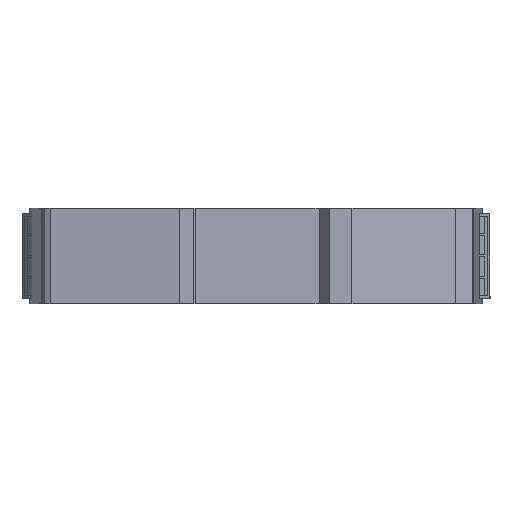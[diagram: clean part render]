
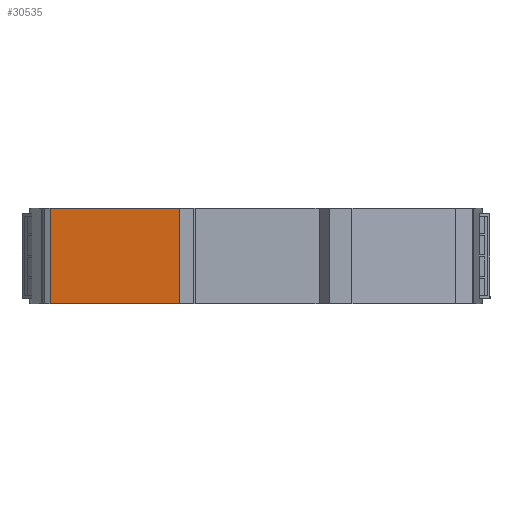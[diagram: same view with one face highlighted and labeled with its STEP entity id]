
A CAD part, front view. The second image highlights one B-rep face of the part: STEP entity #30535.
In plain terms, the highlighted planar face has unit normal (-0.103, -0.995, 0).
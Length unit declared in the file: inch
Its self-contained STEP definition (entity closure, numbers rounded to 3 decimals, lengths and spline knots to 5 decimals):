
#571 = CARTESIAN_POINT ( 'NONE',  ( -2.40849, -1.33042, 0.44488 ) ) ;
#687 = CARTESIAN_POINT ( 'NONE',  ( -3.61215, -1.20592, 0.44488 ) ) ;
#3176 = FACE_OUTER_BOUND ( 'NONE', #28928, .T. ) ;
#5410 = VECTOR ( 'NONE', #12877, 39.37008 ) ;
#7121 = VERTEX_POINT ( 'NONE', #26431 ) ;
#7856 = CARTESIAN_POINT ( 'NONE',  ( -3.61215, -1.20592, 1.33071 ) ) ;
#8720 = CARTESIAN_POINT ( 'NONE',  ( -3.61215, -1.20592, 0.44488 ) ) ;
#9867 = EDGE_CURVE ( 'NONE', #12140, #16708, #11632, .T. ) ;
#10330 = LINE ( 'NONE', #26049, #31264 ) ;
#11632 = LINE ( 'NONE', #27893, #5410 ) ;
#12140 = VERTEX_POINT ( 'NONE', #7856 ) ;
#12328 = EDGE_CURVE ( 'NONE', #16708, #26971, #10330, .T. ) ;
#12684 = ORIENTED_EDGE ( 'NONE', *, *, #9867, .T. ) ;
#12877 = DIRECTION ( 'NONE',  ( 0., 0., -1. ) ) ;
#13458 = DIRECTION ( 'NONE',  ( 0.995, -0.103, 0. ) ) ;
#13475 = LINE ( 'NONE', #30305, #15747 ) ;
#13694 = CARTESIAN_POINT ( 'NONE',  ( -2.40849, -1.33042, 0.44488 ) ) ;
#15747 = VECTOR ( 'NONE', #13458, 39.37008 ) ;
#16385 = VECTOR ( 'NONE', #31002, 39.37008 ) ;
#16669 = ORIENTED_EDGE ( 'NONE', *, *, #19743, .F. ) ;
#16708 = VERTEX_POINT ( 'NONE', #687 ) ;
#17506 = AXIS2_PLACEMENT_3D ( 'NONE', #8720, #21052, #20836 ) ;
#19743 = EDGE_CURVE ( 'NONE', #12140, #7121, #13475, .T. ) ;
#19744 = ORIENTED_EDGE ( 'NONE', *, *, #12328, .T. ) ;
#20836 = DIRECTION ( 'NONE',  ( 0.995, -0.103, 0. ) ) ;
#20956 = LINE ( 'NONE', #13694, #16385 ) ;
#21052 = DIRECTION ( 'NONE',  ( -0.103, -0.995, 0. ) ) ;
#25226 = DIRECTION ( 'NONE',  ( 0.995, -0.103, 0. ) ) ;
#26049 = CARTESIAN_POINT ( 'NONE',  ( -3.61215, -1.20592, 0.44488 ) ) ;
#26431 = CARTESIAN_POINT ( 'NONE',  ( -2.40849, -1.33042, 1.33071 ) ) ;
#26971 = VERTEX_POINT ( 'NONE', #571 ) ;
#27893 = CARTESIAN_POINT ( 'NONE',  ( -3.61215, -1.20592, 0.44488 ) ) ;
#28928 = EDGE_LOOP ( 'NONE', ( #16669, #12684, #19744, #31404 ) ) ;
#30305 = CARTESIAN_POINT ( 'NONE',  ( -3.61215, -1.20592, 1.33071 ) ) ;
#30535 = ADVANCED_FACE ( 'NONE', ( #3176 ), #30615, .T. ) ;
#30615 = PLANE ( 'NONE',  #17506 ) ;
#31002 = DIRECTION ( 'NONE',  ( 0., 0., 1. ) ) ;
#31264 = VECTOR ( 'NONE', #25226, 39.37008 ) ;
#31333 = EDGE_CURVE ( 'NONE', #26971, #7121, #20956, .T. ) ;
#31404 = ORIENTED_EDGE ( 'NONE', *, *, #31333, .T. ) ;
